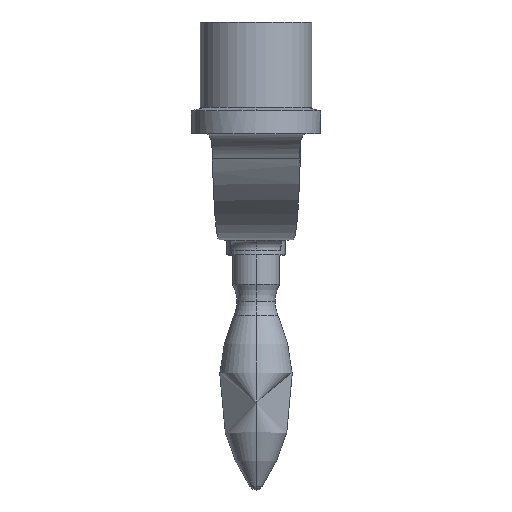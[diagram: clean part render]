
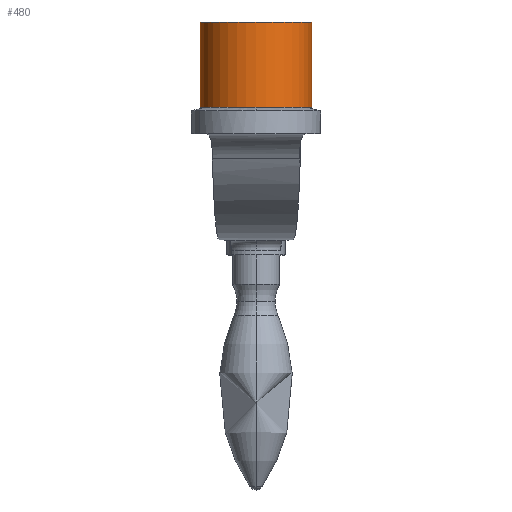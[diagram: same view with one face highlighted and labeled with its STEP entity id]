
A CAD part, top view. The second image highlights one B-rep face of the part: STEP entity #480.
In plain terms, the highlighted cylindrical face has radius 19 mm (diameter 38 mm), a partial arc.
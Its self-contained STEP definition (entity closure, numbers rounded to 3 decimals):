
#354=VERTEX_POINT('',#800);
#480=ADVANCED_FACE('',(#937),#938,.T.);
#526=EDGE_CURVE('',#552,#570,#986,.T.);
#552=VERTEX_POINT('',#1015);
#570=VERTEX_POINT('',#1036);
#572=VERTEX_POINT('',#1038);
#578=EDGE_CURVE('',#570,#572,#1044,.T.);
#614=EDGE_CURVE('',#354,#552,#1085,.T.);
#636=EDGE_CURVE('',#354,#572,#1110,.T.);
#800=CARTESIAN_POINT('',(-19.0,-29.0,0.0));
#937=FACE_OUTER_BOUND('',#1592,.T.);
#938=CYLINDRICAL_SURFACE('',#1593,19.0);
#986=CIRCLE('',#1666,19.0);
#1015=CARTESIAN_POINT('',(-19.0,0.,0.));
#1036=CARTESIAN_POINT('',(19.0,0.,0.0));
#1038=CARTESIAN_POINT('',(19.0,-29.0,0.));
#1044=LINE('',#1760,#1761);
#1085=LINE('',#1828,#1829);
#1110=CIRCLE('',#1860,19.0);
#1592=EDGE_LOOP('',(#2199,#2200,#2201,#2202));
#1593=AXIS2_PLACEMENT_3D('',#2203,#2204,#2205);
#1666=AXIS2_PLACEMENT_3D('',#2254,#2255,#2256);
#1760=CARTESIAN_POINT('',(19.0,0.,0.));
#1761=VECTOR('',#2323,1.0);
#1828=CARTESIAN_POINT('',(-19.0,0.,0.));
#1829=VECTOR('',#2388,1.0);
#1860=AXIS2_PLACEMENT_3D('',#2428,#2429,#2430);
#2199=ORIENTED_EDGE('',*,*,#578,.F.);
#2200=ORIENTED_EDGE('',*,*,#526,.F.);
#2201=ORIENTED_EDGE('',*,*,#614,.F.);
#2202=ORIENTED_EDGE('',*,*,#636,.T.);
#2203=CARTESIAN_POINT('',(0.0,0.,0.0));
#2204=DIRECTION('',(-0.0,1.0,0.));
#2205=DIRECTION('',(1.0,0.0,0.0));
#2254=CARTESIAN_POINT('',(0.0,0.,0.));
#2255=DIRECTION('',(0.0,1.0,0.));
#2256=DIRECTION('',(1.0,0.0,0.0));
#2323=DIRECTION('',(0.0,-1.0,0.));
#2388=DIRECTION('',(-0.0,1.0,0.));
#2428=CARTESIAN_POINT('',(0.0,-29.0,0.));
#2429=DIRECTION('',(0.0,1.0,0.));
#2430=DIRECTION('',(1.0,0.0,0.0));
